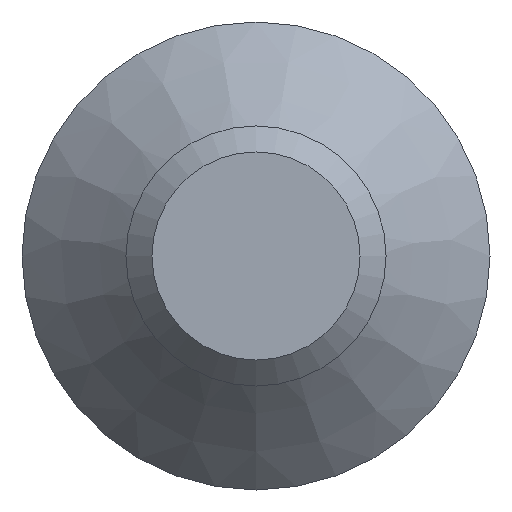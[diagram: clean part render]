
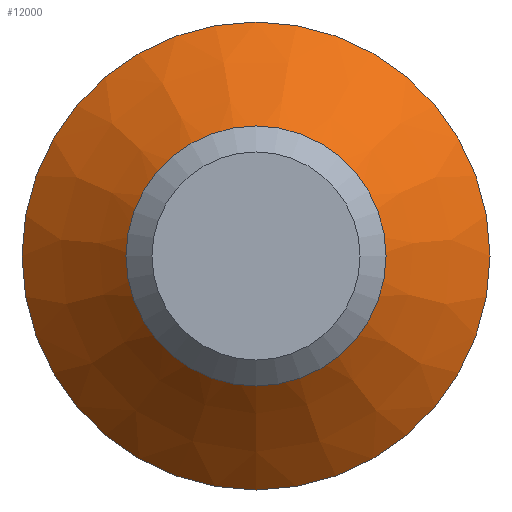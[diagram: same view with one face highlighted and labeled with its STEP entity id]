
A CAD part, front view. The second image highlights one B-rep face of the part: STEP entity #12000.
In plain terms, the highlighted conical face has half-angle 45 degrees and reference radius 2.3 mm.
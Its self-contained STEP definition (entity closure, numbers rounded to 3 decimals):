
#31 = EDGE_CURVE ( 'NONE', #4070, #4070, #2637, .T. ) ;
#397 = FACE_BOUND ( 'NONE', #9163, .T. ) ;
#2637 = CIRCLE ( 'NONE', #9849, 2.3 ) ;
#2890 = DIRECTION ( 'NONE',  ( 0., 0., -1. ) ) ;
#3414 = FACE_OUTER_BOUND ( 'NONE', #9225, .T. ) ;
#4070 = VERTEX_POINT ( 'NONE', #10025 ) ;
#4179 = CIRCLE ( 'NONE', #5583, 4.5 ) ;
#5583 = AXIS2_PLACEMENT_3D ( 'NONE', #10936, #7364, #9641 ) ;
#5586 = DIRECTION ( 'NONE',  ( 0., 1., 0. ) ) ;
#6550 = ORIENTED_EDGE ( 'NONE', *, *, #6798, .T. ) ;
#6599 = CARTESIAN_POINT ( 'NONE',  ( 0., 7.5, 0. ) ) ;
#6798 = EDGE_CURVE ( 'NONE', #9524, #9524, #4179, .T. ) ;
#6945 = DIRECTION ( 'NONE',  ( 0., 0., 1. ) ) ;
#7364 = DIRECTION ( 'NONE',  ( 0., -1., 0. ) ) ;
#8479 = DIRECTION ( 'NONE',  ( 0., -1., 0. ) ) ;
#8714 = ORIENTED_EDGE ( 'NONE', *, *, #31, .F. ) ;
#8880 = CARTESIAN_POINT ( 'NONE',  ( 0., 9.7, -4.5 ) ) ;
#9163 = EDGE_LOOP ( 'NONE', ( #8714 ) ) ;
#9225 = EDGE_LOOP ( 'NONE', ( #6550 ) ) ;
#9524 = VERTEX_POINT ( 'NONE', #8880 ) ;
#9641 = DIRECTION ( 'NONE',  ( 0., 0., -1. ) ) ;
#9849 = AXIS2_PLACEMENT_3D ( 'NONE', #10634, #8479, #2890 ) ;
#10025 = CARTESIAN_POINT ( 'NONE',  ( 0., 7.5, -2.3 ) ) ;
#10402 = AXIS2_PLACEMENT_3D ( 'NONE', #6599, #5586, #6945 ) ;
#10634 = CARTESIAN_POINT ( 'NONE',  ( 0., 7.5, 0. ) ) ;
#10936 = CARTESIAN_POINT ( 'NONE',  ( 0., 9.7, 0. ) ) ;
#10939 = CONICAL_SURFACE ( 'NONE', #10402, 2.3, 0.785 ) ;
#12000 = ADVANCED_FACE ( 'NONE', ( #3414, #397 ), #10939, .T. ) ;
